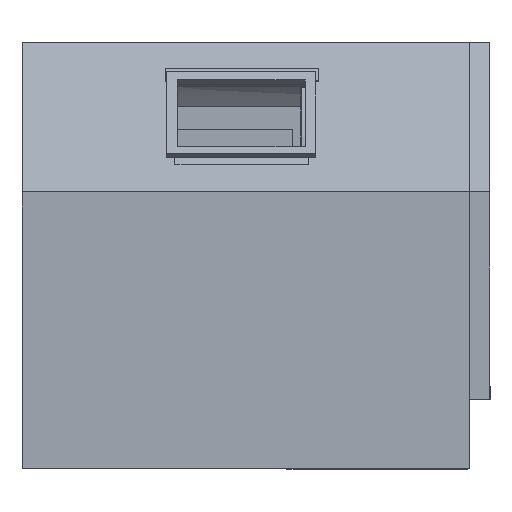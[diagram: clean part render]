
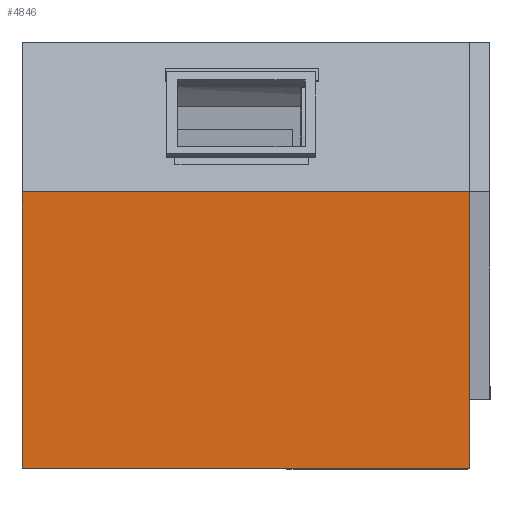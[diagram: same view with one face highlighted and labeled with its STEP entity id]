
A CAD part, left-side view. The second image highlights one B-rep face of the part: STEP entity #4846.
In plain terms, the highlighted planar face has unit normal (-1, 0, 0).
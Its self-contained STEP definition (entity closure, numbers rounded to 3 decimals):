
#387=FACE_OUTER_BOUND('',#671,.T.);
#671=EDGE_LOOP('',(#3270,#3271,#3272,#3273));
#1013=LINE('',#7211,#1548);
#1014=LINE('',#7213,#1549);
#1015=LINE('',#7215,#1550);
#1016=LINE('',#7216,#1551);
#1548=VECTOR('',#5742,10.);
#1549=VECTOR('',#5743,10.);
#1550=VECTOR('',#5744,10.);
#1551=VECTOR('',#5745,10.);
#2091=VERTEX_POINT('',#7209);
#2092=VERTEX_POINT('',#7210);
#2093=VERTEX_POINT('',#7212);
#2094=VERTEX_POINT('',#7214);
#2561=EDGE_CURVE('',#2091,#2092,#1013,.T.);
#2562=EDGE_CURVE('',#2093,#2092,#1014,.T.);
#2563=EDGE_CURVE('',#2094,#2093,#1015,.T.);
#2564=EDGE_CURVE('',#2091,#2094,#1016,.T.);
#3270=ORIENTED_EDGE('',*,*,#2561,.T.);
#3271=ORIENTED_EDGE('',*,*,#2562,.F.);
#3272=ORIENTED_EDGE('',*,*,#2563,.F.);
#3273=ORIENTED_EDGE('',*,*,#2564,.F.);
#4629=PLANE('',#5246);
#4846=ADVANCED_FACE('',(#387),#4629,.F.);
#5246=AXIS2_PLACEMENT_3D('',#7208,#5740,#5741);
#5740=DIRECTION('center_axis',(1.,0.,0.));
#5741=DIRECTION('ref_axis',(0.,-1.,0.));
#5742=DIRECTION('',(0.,1.,0.));
#5743=DIRECTION('',(0.,0.,1.));
#5744=DIRECTION('',(0.,1.,0.));
#5745=DIRECTION('',(0.,0.,-1.));
#7208=CARTESIAN_POINT('Origin',(-209.37,-100.825,60.197));
#7209=CARTESIAN_POINT('',(-209.37,-200.825,90.197));
#7210=CARTESIAN_POINT('',(-209.37,9.175,90.197));
#7211=CARTESIAN_POINT('',(-209.37,-150.825,90.197));
#7212=CARTESIAN_POINT('',(-209.37,9.175,-39.803));
#7213=CARTESIAN_POINT('',(-209.37,9.175,-39.803));
#7214=CARTESIAN_POINT('',(-209.37,-200.825,-39.803));
#7215=CARTESIAN_POINT('',(-209.37,-200.825,-39.803));
#7216=CARTESIAN_POINT('',(-209.37,-200.825,160.197));
